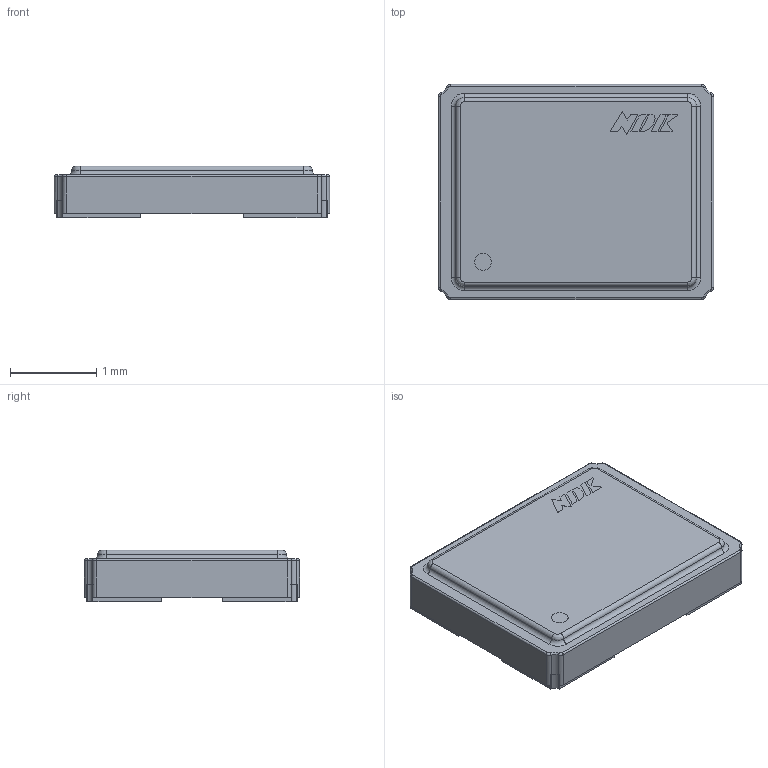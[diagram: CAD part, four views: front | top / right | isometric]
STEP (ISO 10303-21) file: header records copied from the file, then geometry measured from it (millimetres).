
FILE_DESCRIPTION(/* description */ (''),/* implementation_level */ '2;1');
FILE_NAME(/* name */ '1.stp',/* time_stamp */ '2019-11-04T14:23:03+02:00',/* author */ ('Karem'),/* organization */ (''),/* preprocessor_version */ 'ST-DEVELOPER v15.6',/* originating_system */ 'Autodesk Inventor 2015',/* authorisation */ '');
FILE_SCHEMA (('AUTOMOTIVE_DESIGN { 1 0 10303 214 3 1 1 }'));
Products named in the file (6): 1; 2; 3; 4; NDK Logo
Bounding box: 3.2 x 2.5 x 0.6 mm (x, y, z)
Volume: 4.4 mm3; surface area: 58.9 mm2
Topology: 13 solids, 13 shells, 169 faces, 413 edges, 270 vertices
Faces by surface type: plane 112, cylinder 37, torus 16, bspline 4
Full cylindrical faces by diameter (mm): 0.197 x1
Entity records: 5118 total; most frequent: CARTESIAN_POINT 894, DIRECTION 882, ORIENTED_EDGE 824, EDGE_CURVE 412, LINE 294, VECTOR 294, AXIS2_PLACEMENT_3D 294, VERTEX_POINT 270
